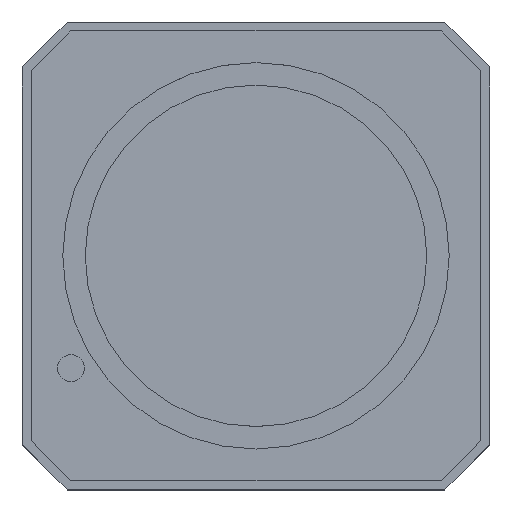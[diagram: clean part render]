
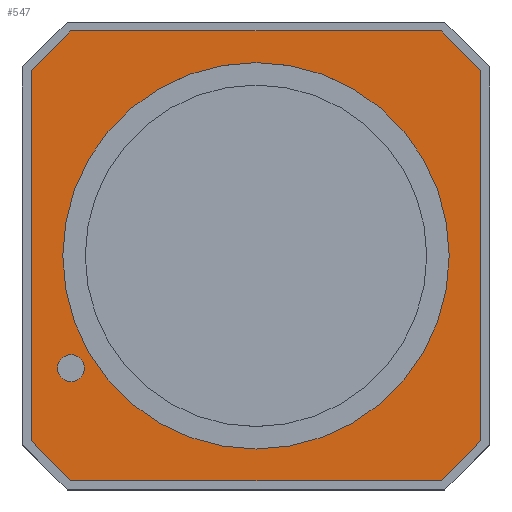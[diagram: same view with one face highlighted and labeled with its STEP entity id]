
A CAD part, top view. The second image highlights one B-rep face of the part: STEP entity #547.
In plain terms, the highlighted face is planar.
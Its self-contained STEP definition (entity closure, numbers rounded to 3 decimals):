
#159=CARTESIAN_POINT('',(4.297,0.,4.9));
#160=VERTEX_POINT('',#159);
#176=CARTESIAN_POINT('',(-4.297,0.,4.9));
#177=VERTEX_POINT('',#176);
#184=CARTESIAN_POINT('',(0.,0.,4.9));
#185=DIRECTION('',(0.0,0.0,-1.0));
#186=DIRECTION('',(1.0,0.0,0.0));
#187=AXIS2_PLACEMENT_3D('',#184,#185,#186);
#188=CIRCLE('',#187,4.297);
#189=EDGE_CURVE('',#160,#177,#188,.T.);
#201=CARTESIAN_POINT('',(-3.817,-2.5,4.9));
#202=VERTEX_POINT('',#201);
#218=CARTESIAN_POINT('',(-4.418,-2.5,4.9));
#219=VERTEX_POINT('',#218);
#226=CARTESIAN_POINT('',(-4.117,-2.5,4.9));
#227=DIRECTION('',(0.0,0.0,-1.0));
#228=DIRECTION('',(1.0,0.0,0.0));
#229=AXIS2_PLACEMENT_3D('',#226,#227,#228);
#230=CIRCLE('',#229,0.301);
#231=EDGE_CURVE('',#202,#219,#230,.T.);
#242=CARTESIAN_POINT('',(-4.117,-2.5,4.9));
#243=DIRECTION('',(0.0,0.0,-1.0));
#244=DIRECTION('',(1.0,0.0,0.0));
#245=AXIS2_PLACEMENT_3D('',#242,#243,#244);
#246=CIRCLE('',#245,0.301);
#247=EDGE_CURVE('',#219,#202,#246,.T.);
#285=CARTESIAN_POINT('',(-4.117,5.,4.9));
#286=VERTEX_POINT('',#285);
#293=CARTESIAN_POINT('',(4.117,5.0,4.9));
#294=VERTEX_POINT('',#293);
#295=CARTESIAN_POINT('',(-4.117,5.,4.9));
#296=DIRECTION('',(1.0,0.0,0.0));
#297=VECTOR('',#296,8.234);
#298=LINE('',#295,#297);
#299=EDGE_CURVE('',#286,#294,#298,.T.);
#324=CARTESIAN_POINT('',(5.0,4.117,4.9));
#325=VERTEX_POINT('',#324);
#326=CARTESIAN_POINT('',(4.117,5.0,4.9));
#327=DIRECTION('',(0.707,-0.707,0.0));
#328=VECTOR('',#327,1.249);
#329=LINE('',#326,#328);
#330=EDGE_CURVE('',#294,#325,#329,.T.);
#355=CARTESIAN_POINT('',(5.0,-4.117,4.9));
#356=VERTEX_POINT('',#355);
#357=CARTESIAN_POINT('',(5.0,4.117,4.9));
#358=DIRECTION('',(0.0,-1.0,0.0));
#359=VECTOR('',#358,8.234);
#360=LINE('',#357,#359);
#361=EDGE_CURVE('',#325,#356,#360,.T.);
#386=CARTESIAN_POINT('',(4.117,-5.,4.9));
#387=VERTEX_POINT('',#386);
#388=CARTESIAN_POINT('',(5.0,-4.117,4.9));
#389=DIRECTION('',(-0.707,-0.707,0.0));
#390=VECTOR('',#389,1.249);
#391=LINE('',#388,#390);
#392=EDGE_CURVE('',#356,#387,#391,.T.);
#417=CARTESIAN_POINT('',(-4.117,-5.0,4.9));
#418=VERTEX_POINT('',#417);
#419=CARTESIAN_POINT('',(4.117,-5.,4.9));
#420=DIRECTION('',(-1.0,0.0,0.0));
#421=VECTOR('',#420,8.234);
#422=LINE('',#419,#421);
#423=EDGE_CURVE('',#387,#418,#422,.T.);
#448=CARTESIAN_POINT('',(-5.0,-4.117,4.9));
#449=VERTEX_POINT('',#448);
#450=CARTESIAN_POINT('',(-4.117,-5.0,4.9));
#451=DIRECTION('',(-0.707,0.707,0.0));
#452=VECTOR('',#451,1.249);
#453=LINE('',#450,#452);
#454=EDGE_CURVE('',#418,#449,#453,.T.);
#479=CARTESIAN_POINT('',(-5.,4.117,4.9));
#480=VERTEX_POINT('',#479);
#481=CARTESIAN_POINT('',(-5.0,-4.117,4.9));
#482=DIRECTION('',(0.0,1.0,0.0));
#483=VECTOR('',#482,8.234);
#484=LINE('',#481,#483);
#485=EDGE_CURVE('',#449,#480,#484,.T.);
#508=CARTESIAN_POINT('',(-5.,4.117,4.9));
#509=DIRECTION('',(0.707,0.707,0.0));
#510=VECTOR('',#509,1.249);
#511=LINE('',#508,#510);
#512=EDGE_CURVE('',#480,#286,#511,.T.);
#518=CARTESIAN_POINT('',(0.,0.,4.9));
#519=DIRECTION('',(0.0,0.0,1.0));
#520=DIRECTION('',(1.0,0.0,0.0));
#521=AXIS2_PLACEMENT_3D('',#518,#519,#520);
#522=PLANE('',#521);
#523=ORIENTED_EDGE('',*,*,#299,.F.);
#524=ORIENTED_EDGE('',*,*,#512,.F.);
#525=ORIENTED_EDGE('',*,*,#485,.F.);
#526=ORIENTED_EDGE('',*,*,#454,.F.);
#527=ORIENTED_EDGE('',*,*,#423,.F.);
#528=ORIENTED_EDGE('',*,*,#392,.F.);
#529=ORIENTED_EDGE('',*,*,#361,.F.);
#530=ORIENTED_EDGE('',*,*,#330,.F.);
#531=EDGE_LOOP('',(#523,#524,#525,#526,#527,#528,#529,#530));
#532=FACE_OUTER_BOUND('',#531,.F.);
#533=ORIENTED_EDGE('',*,*,#231,.T.);
#534=ORIENTED_EDGE('',*,*,#247,.T.);
#535=EDGE_LOOP('',(#533,#534));
#536=FACE_BOUND('',#535,.F.);
#537=ORIENTED_EDGE('',*,*,#189,.T.);
#538=CARTESIAN_POINT('',(0.,0.,4.9));
#539=DIRECTION('',(0.0,0.0,-1.0));
#540=DIRECTION('',(1.0,0.0,0.0));
#541=AXIS2_PLACEMENT_3D('',#538,#539,#540);
#542=CIRCLE('',#541,4.297);
#543=EDGE_CURVE('',#177,#160,#542,.T.);
#544=ORIENTED_EDGE('',*,*,#543,.T.);
#545=EDGE_LOOP('',(#537,#544));
#546=FACE_BOUND('',#545,.F.);
#547=ADVANCED_FACE('',(#532,#536,#546),#522,.F.);
